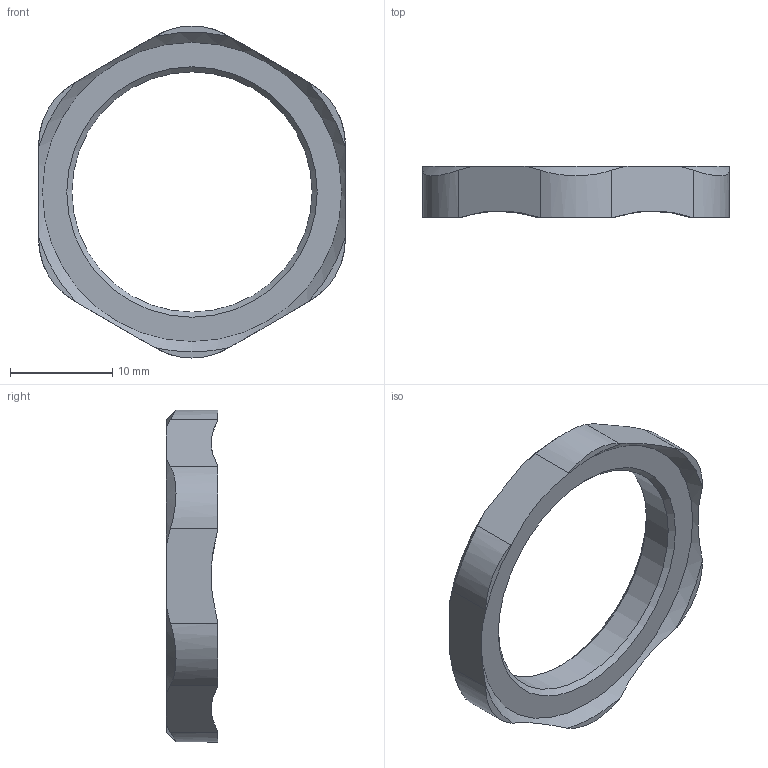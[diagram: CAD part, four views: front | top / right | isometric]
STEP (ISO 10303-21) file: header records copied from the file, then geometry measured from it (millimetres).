
FILE_DESCRIPTION(/* description */ ('','CAx-IF Rec.Pracs.---Representation and Presentation of Product Manufacturing Information (PMI)---4.0---2014-10-13'),/* implementation_level */ '2;1');
FILE_NAME(/* name */ 'ЗЭТАРУС Гайка ГЗ2 M25.stp',/* time_stamp */ '2022-06-03T15:30:28+07:00',/* author */ ('zeta-09'),/* organization */ (''),/* preprocessor_version */ 'ST-DEVELOPER v18.1',/* originating_system */ 'Autodesk Inventor 2021',/* authorisation */ '');
FILE_SCHEMA (('AP242_MANAGED_MODEL_BASED_3D_ENGINEERING_MIM_LF { 1 0 10303 442 1 1 4 }'));
Length unit declared in the file: millimetre
Products named in the file (1): Деталь8
Bounding box: 30 x 5 x 32.48 mm (x, y, z)
Volume: 1336.8 mm3; surface area: 1394.9 mm2
Topology: 1 solids, 1 shells, 30 faces, 88 edges, 60 vertices
Faces by surface type: plane 14, cone 9, cylinder 7
Full cylindrical faces by diameter (mm): 23.5 x1
Entity records: 1199 total; most frequent: CARTESIAN_POINT 292, ORIENTED_EDGE 176, DIRECTION 170, EDGE_CURVE 88, AXIS2_PLACEMENT_3D 68, VERTEX_POINT 60, LINE 34, VECTOR 34
